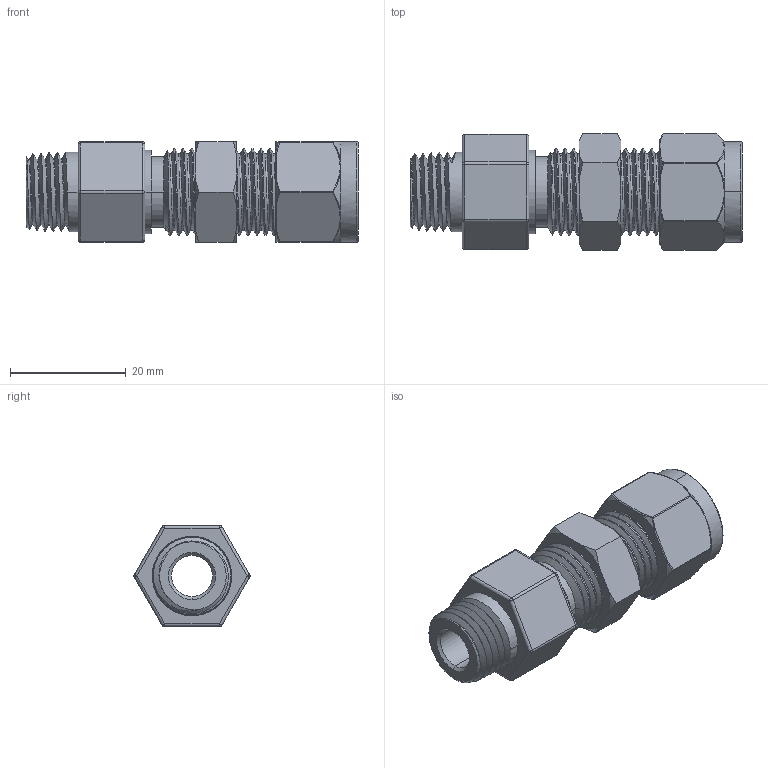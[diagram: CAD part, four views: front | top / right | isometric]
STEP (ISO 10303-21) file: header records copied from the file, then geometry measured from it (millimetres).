
FILE_DESCRIPTION((''),'2;1');
FILE_NAME('001_CBMC_MASTER_ASM','2025-06-26T14:29:19',('Administrator'),(''),'CREO PARAMETRIC BY PTC INC, 2020414','CREO PARAMETRIC BY PTC INC, 2020414','');
FILE_SCHEMA(('AUTOMOTIVE_DESIGN { 1 0 10303 214 1 1 1 1 }'));
Products named in the file (6): DIN2353-TUBE; DIN2353_TUBE_NUT; BACK_FERRULE; FRONT_FERRULE; DIN2353_TUBE_NUT1; 001_CBMC_MASTER_ASM
Assembly tree (5 placements, depth 2):
  001_CBMC_MASTER_ASM
    DIN2353-TUBE
    DIN2353_TUBE_NUT
    BACK_FERRULE
    FRONT_FERRULE
    DIN2353_TUBE_NUT1
Bounding box: 57.4 x 20.16 x 17.46 mm (x, y, z)
Volume: 9041.1 mm3; surface area: 8705.1 mm2
Topology: 5 solids, 5 shells, 331 faces, 791 edges, 504 vertices
Faces by surface type: cylinder 108, bspline 65, cone 55, sphere 36, plane 35, torus 32
Entity records: 36190 total; most frequent: CARTESIAN_POINT 27618, ORIENTED_EDGE 1538, DIRECTION 1340, EDGE_CURVE 769, AXIS2_PLACEMENT_3D 553, VERTEX_POINT 452, PRESENTATION_STYLE_ASSIGNMENT 350, STYLED_ITEM 350
